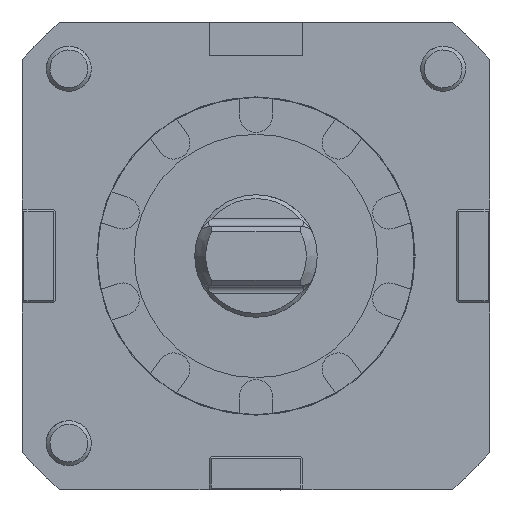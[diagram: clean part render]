
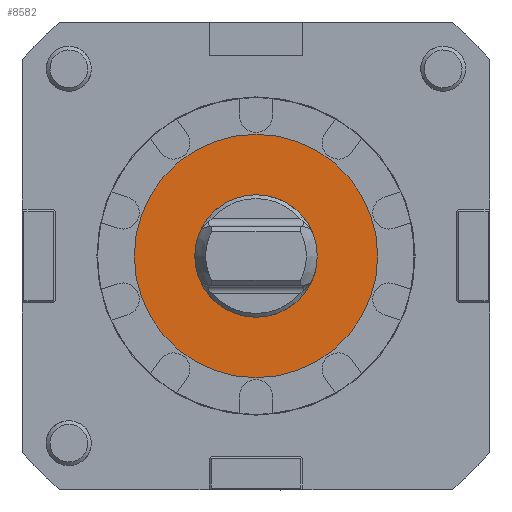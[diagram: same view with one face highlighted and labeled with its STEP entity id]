
A CAD part, front view. The second image highlights one B-rep face of the part: STEP entity #8582.
In plain terms, the highlighted planar face has unit normal (0, -1, 0).
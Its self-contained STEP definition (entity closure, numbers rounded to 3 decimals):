
#550 = CARTESIAN_POINT ( 'NONE',  ( -32.5, -100., 0. ) ) ;
#1958 = CIRCLE ( 'NONE', #11963, 16.35 ) ;
#2857 = EDGE_LOOP ( 'NONE', ( #25832 ) ) ;
#3706 = CIRCLE ( 'NONE', #5064, 32.5 ) ;
#4109 = CARTESIAN_POINT ( 'NONE',  ( -32.5, -100., 0. ) ) ;
#5064 = AXIS2_PLACEMENT_3D ( 'NONE', #19209, #6169, #25699 ) ;
#6169 = DIRECTION ( 'NONE',  ( 0., 1., 0. ) ) ;
#8342 = DIRECTION ( 'NONE',  ( 0., 1., 0. ) ) ;
#8582 = ADVANCED_FACE ( 'Defeature completata1_200', ( #23730, #15113 ), #21294, .T. ) ;
#10742 = AXIS2_PLACEMENT_3D ( 'NONE', #4109, #27898, #12666 ) ;
#10956 = CARTESIAN_POINT ( 'NONE',  ( 16.35, -100., 0. ) ) ;
#11963 = AXIS2_PLACEMENT_3D ( 'NONE', #23694, #8342, #28150 ) ;
#12516 = EDGE_LOOP ( 'NONE', ( #13200 ) ) ;
#12666 = DIRECTION ( 'NONE',  ( 1., 0., 0. ) ) ;
#12967 = VERTEX_POINT ( 'NONE', #550 ) ;
#13200 = ORIENTED_EDGE ( 'NONE', *, *, #16663, .F. ) ;
#15113 = FACE_OUTER_BOUND ( 'NONE', #12516, .T. ) ;
#16663 = EDGE_CURVE ( 'NONE', #12967, #12967, #3706, .T. ) ;
#17578 = EDGE_CURVE ( 'NONE', #19564, #19564, #1958, .T. ) ;
#19209 = CARTESIAN_POINT ( 'NONE',  ( 0., -100., 0. ) ) ;
#19564 = VERTEX_POINT ( 'NONE', #10956 ) ;
#21294 = PLANE ( 'NONE',  #10742 ) ;
#23694 = CARTESIAN_POINT ( 'NONE',  ( 0., -100., 0. ) ) ;
#23730 = FACE_BOUND ( 'NONE', #2857, .T. ) ;
#25699 = DIRECTION ( 'NONE',  ( -1., 0., 0. ) ) ;
#25832 = ORIENTED_EDGE ( 'NONE', *, *, #17578, .T. ) ;
#27898 = DIRECTION ( 'NONE',  ( 0., -1., 0. ) ) ;
#28150 = DIRECTION ( 'NONE',  ( 1., 0., 0. ) ) ;
